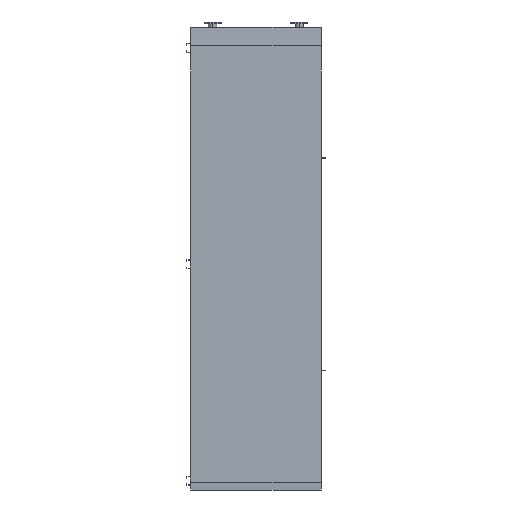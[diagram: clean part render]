
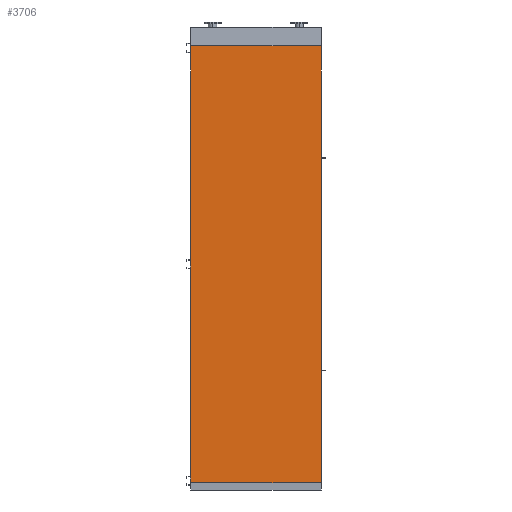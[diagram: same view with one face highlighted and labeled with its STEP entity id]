
A CAD part, front view. The second image highlights one B-rep face of the part: STEP entity #3706.
In plain terms, the highlighted planar face has unit normal (0, -1, 0).
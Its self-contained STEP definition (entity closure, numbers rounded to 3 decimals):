
#431 = VECTOR ( 'NONE', #14174, 1000. ) ;
#634 = LINE ( 'NONE', #5214, #1476 ) ;
#1456 = EDGE_CURVE ( 'NONE', #13047, #10540, #634, .T. ) ;
#1476 = VECTOR ( 'NONE', #10673, 1000. ) ;
#2097 = DIRECTION ( 'NONE',  ( 0., 0., -1. ) ) ;
#2426 = VERTEX_POINT ( 'NONE', #4933 ) ;
#2651 = EDGE_CURVE ( 'NONE', #10540, #2426, #12618, .T. ) ;
#3308 = CARTESIAN_POINT ( 'NONE',  ( -845., 0., -5650. ) ) ;
#3318 = VERTEX_POINT ( 'NONE', #14175 ) ;
#3369 = AXIS2_PLACEMENT_3D ( 'NONE', #4482, #7825, #2097 ) ;
#3706 = ADVANCED_FACE ( 'NONE', ( #4338 ), #12205, .T. ) ;
#4338 = FACE_OUTER_BOUND ( 'NONE', #11180, .T. ) ;
#4482 = CARTESIAN_POINT ( 'NONE',  ( -845., 0., -5650. ) ) ;
#4933 = CARTESIAN_POINT ( 'NONE',  ( 845., 0., 0. ) ) ;
#5214 = CARTESIAN_POINT ( 'NONE',  ( -845., 0., -5650. ) ) ;
#5270 = LINE ( 'NONE', #9705, #431 ) ;
#6004 = CARTESIAN_POINT ( 'NONE',  ( 845., 0., -5650. ) ) ;
#7025 = ORIENTED_EDGE ( 'NONE', *, *, #12000, .T. ) ;
#7041 = ORIENTED_EDGE ( 'NONE', *, *, #1456, .F. ) ;
#7220 = DIRECTION ( 'NONE',  ( 0., 0., 1. ) ) ;
#7724 = CARTESIAN_POINT ( 'NONE',  ( -845., 0., 0. ) ) ;
#7825 = DIRECTION ( 'NONE',  ( 0., -1., 0. ) ) ;
#9113 = CARTESIAN_POINT ( 'NONE',  ( -845., 0., 0. ) ) ;
#9186 = DIRECTION ( 'NONE',  ( 1., 0., 0. ) ) ;
#9227 = VECTOR ( 'NONE', #7220, 1000. ) ;
#9705 = CARTESIAN_POINT ( 'NONE',  ( -845., 0., -5650. ) ) ;
#10540 = VERTEX_POINT ( 'NONE', #7724 ) ;
#10673 = DIRECTION ( 'NONE',  ( 0., 0., 1. ) ) ;
#11180 = EDGE_LOOP ( 'NONE', ( #13749, #7041, #13702, #7025 ) ) ;
#11239 = VECTOR ( 'NONE', #9186, 1000. ) ;
#11822 = LINE ( 'NONE', #6004, #9227 ) ;
#12000 = EDGE_CURVE ( 'NONE', #3318, #2426, #11822, .T. ) ;
#12205 = PLANE ( 'NONE',  #3369 ) ;
#12618 = LINE ( 'NONE', #9113, #11239 ) ;
#13004 = EDGE_CURVE ( 'NONE', #13047, #3318, #5270, .T. ) ;
#13047 = VERTEX_POINT ( 'NONE', #3308 ) ;
#13702 = ORIENTED_EDGE ( 'NONE', *, *, #13004, .T. ) ;
#13749 = ORIENTED_EDGE ( 'NONE', *, *, #2651, .F. ) ;
#14174 = DIRECTION ( 'NONE',  ( 1., 0., 0. ) ) ;
#14175 = CARTESIAN_POINT ( 'NONE',  ( 845., 0., -5650. ) ) ;
